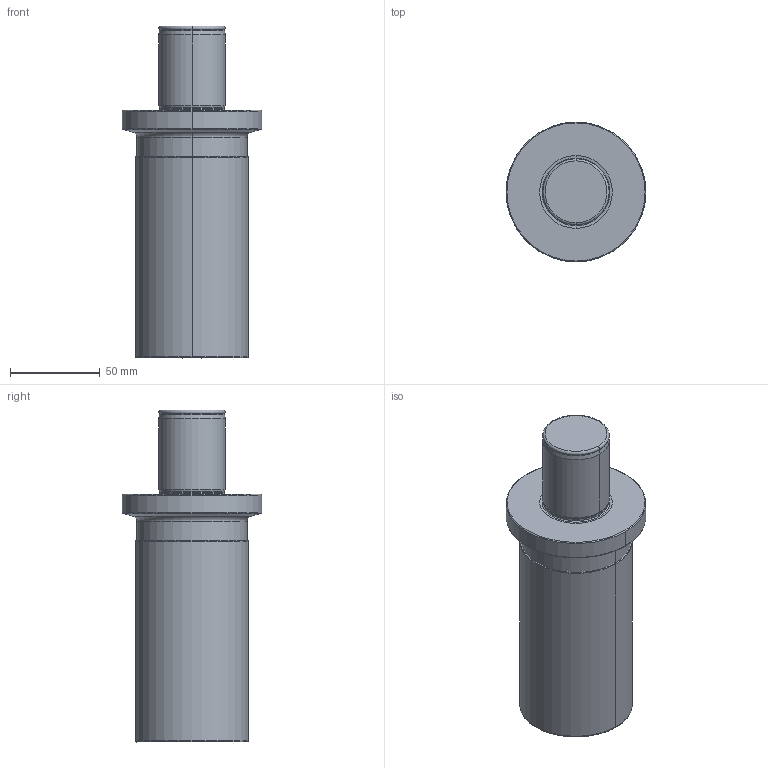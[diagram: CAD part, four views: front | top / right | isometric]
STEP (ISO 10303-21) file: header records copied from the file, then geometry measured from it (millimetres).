
FILE_DESCRIPTION((''),'2;1');
FILE_NAME('22J3C063112Z5R00','2022-02-09T',('ruebsamenm'),(''),'CREO PARAMETRIC BY PTC INC, 2017480','CREO PARAMETRIC BY PTC INC, 2017480','');
FILE_SCHEMA(('AUTOMOTIVE_DESIGN { 1 0 10303 214 1 1 1 1 }'));
Length unit declared in the file: millimetre
Products named in the file (3): NOCUT; CUT; 22J3C063112Z5R00
Assembly tree (2 placements, depth 2):
  22J3C063112Z5R00
    NOCUT
    CUT
Bounding box: 77.95 x 77.95 x 185 mm (x, y, z)
Volume: 632438.2 mm3; surface area: 82903.8 mm2
Topology: 2 solids, 2 shells, 61 faces, 120 edges, 64 vertices
Faces by surface type: cone 18, torus 14, revolution 14, cylinder 10, plane 5
Entity records: 3160 total; most frequent: CARTESIAN_POINT 1193, DIRECTION 339, ORIENTED_EDGE 240, AXIS2_PLACEMENT_3D 147, PRESENTATION_STYLE_ASSIGNMENT 141, STYLED_ITEM 141, CURVE_STYLE 139, EDGE_CURVE 120
